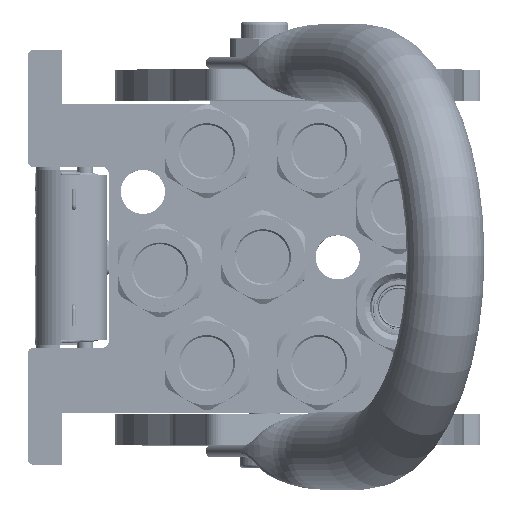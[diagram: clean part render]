
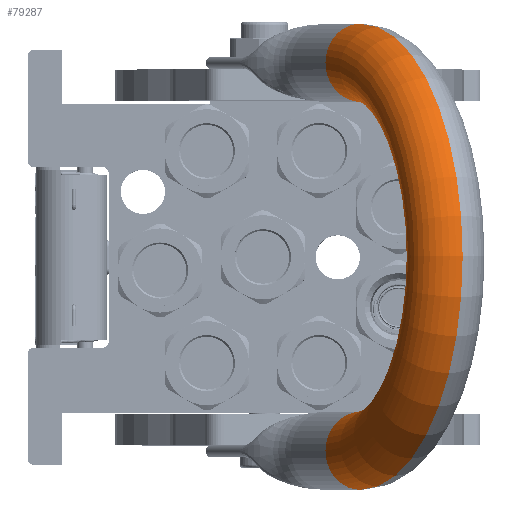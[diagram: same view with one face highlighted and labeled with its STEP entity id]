
A CAD part, top view. The second image highlights one B-rep face of the part: STEP entity #79287.
In plain terms, the highlighted toroidal (fillet/blend) face has major radius 62.25 mm and minor radius 12.5 mm.
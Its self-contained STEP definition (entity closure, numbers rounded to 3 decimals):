
#1150 = DIRECTION ( 'NONE',  ( 0., 0., 1. ) ) ;
#2549 = CARTESIAN_POINT ( 'NONE',  ( 0., 0., 25.25 ) ) ;
#6436 = AXIS2_PLACEMENT_3D ( 'NONE', #104910, #1150, #53716 ) ;
#22312 = DIRECTION ( 'NONE',  ( 0., 1., 0. ) ) ;
#23459 = CIRCLE ( 'NONE', #6436, 12.5 ) ;
#24100 = CARTESIAN_POINT ( 'NONE',  ( 74.75, 0., 25.25 ) ) ;
#26175 = FACE_OUTER_BOUND ( 'NONE', #129645, .T. ) ;
#27002 = AXIS2_PLACEMENT_3D ( 'NONE', #50716, #133860, #92761 ) ;
#27416 = CARTESIAN_POINT ( 'NONE',  ( 0., 0., 25.25 ) ) ;
#28013 = AXIS2_PLACEMENT_3D ( 'NONE', #106084, #43524, #53559 ) ;
#29940 = CARTESIAN_POINT ( 'NONE',  ( -49.75, 0., 25.25 ) ) ;
#35144 = AXIS2_PLACEMENT_3D ( 'NONE', #2549, #22312, #86243 ) ;
#37893 = DIRECTION ( 'NONE',  ( 1., 0., 0. ) ) ;
#41503 = EDGE_CURVE ( 'NONE', #93865, #83507, #51915, .T. ) ;
#43105 = EDGE_CURVE ( 'NONE', #87394, #83507, #92484, .T. ) ;
#43524 = DIRECTION ( 'NONE',  ( 0., 1., 0. ) ) ;
#50716 = CARTESIAN_POINT ( 'NONE',  ( 62.25, 0., 25.25 ) ) ;
#51915 = CIRCLE ( 'NONE', #27002, 12.5 ) ;
#53559 = DIRECTION ( 'NONE',  ( -1., 0., 0. ) ) ;
#53716 = DIRECTION ( 'NONE',  ( -1., 0., 0. ) ) ;
#59328 = DIRECTION ( 'NONE',  ( 0., 1., 0. ) ) ;
#60845 = CIRCLE ( 'NONE', #35144, 74.75 ) ;
#62970 = ORIENTED_EDGE ( 'NONE', *, *, #73784, .T. ) ;
#73784 = EDGE_CURVE ( 'NONE', #120112, #87394, #23459, .T. ) ;
#79287 = ADVANCED_FACE ( 'NONE', ( #26175 ), #122694, .T. ) ;
#83507 = VERTEX_POINT ( 'NONE', #83815 ) ;
#83815 = CARTESIAN_POINT ( 'NONE',  ( 49.75, 0., 25.25 ) ) ;
#84975 = AXIS2_PLACEMENT_3D ( 'NONE', #27416, #59328, #37893 ) ;
#86243 = DIRECTION ( 'NONE',  ( -1., 0., 0. ) ) ;
#87394 = VERTEX_POINT ( 'NONE', #29940 ) ;
#92484 = CIRCLE ( 'NONE', #28013, 49.75 ) ;
#92761 = DIRECTION ( 'NONE',  ( 1., 0., 0. ) ) ;
#93865 = VERTEX_POINT ( 'NONE', #24100 ) ;
#100996 = CARTESIAN_POINT ( 'NONE',  ( -74.75, 0., 25.25 ) ) ;
#101075 = ORIENTED_EDGE ( 'NONE', *, *, #102214, .F. ) ;
#102214 = EDGE_CURVE ( 'NONE', #120112, #93865, #60845, .T. ) ;
#104910 = CARTESIAN_POINT ( 'NONE',  ( -62.25, 0., 25.25 ) ) ;
#106084 = CARTESIAN_POINT ( 'NONE',  ( 0., 0., 25.25 ) ) ;
#106877 = ORIENTED_EDGE ( 'NONE', *, *, #41503, .F. ) ;
#107187 = ORIENTED_EDGE ( 'NONE', *, *, #43105, .T. ) ;
#120112 = VERTEX_POINT ( 'NONE', #100996 ) ;
#122694 = TOROIDAL_SURFACE ( 'NONE', #84975, 62.25, 12.5 ) ;
#129645 = EDGE_LOOP ( 'NONE', ( #107187, #106877, #101075, #62970 ) ) ;
#133860 = DIRECTION ( 'NONE',  ( 0., 0., -1. ) ) ;
